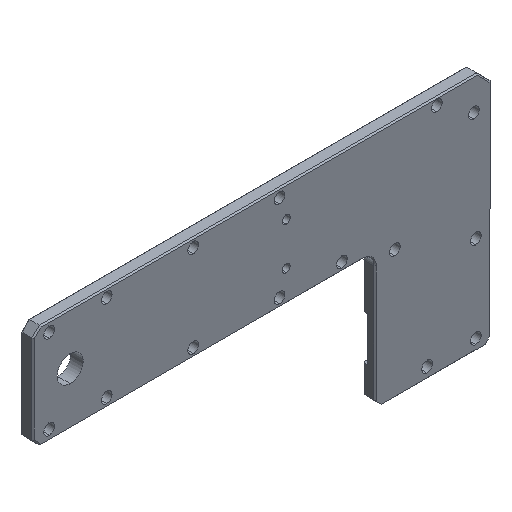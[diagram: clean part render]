
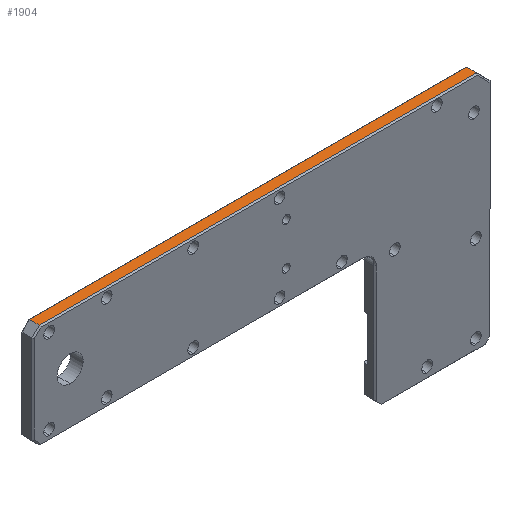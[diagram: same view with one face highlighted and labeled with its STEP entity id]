
A CAD part, isometric view. The second image highlights one B-rep face of the part: STEP entity #1904.
In plain terms, the highlighted planar face has unit normal (0, 0, 1).
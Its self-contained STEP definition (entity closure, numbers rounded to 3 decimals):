
#25 = ORIENTED_EDGE ( 'NONE', *, *, #494, .T. ) ;
#180 = CARTESIAN_POINT ( 'NONE',  ( -159., -4.5, 21. ) ) ;
#217 = CARTESIAN_POINT ( 'NONE',  ( -159., -0.5, 21. ) ) ;
#226 = ORIENTED_EDGE ( 'NONE', *, *, #672, .T. ) ;
#273 = VECTOR ( 'NONE', #1818, 1000. ) ;
#450 = DIRECTION ( 'NONE',  ( 1., 0., 0. ) ) ;
#490 = CARTESIAN_POINT ( 'NONE',  ( 18., -4.5, 21. ) ) ;
#494 = EDGE_CURVE ( 'NONE', #548, #748, #1459, .T. ) ;
#548 = VERTEX_POINT ( 'NONE', #1201 ) ;
#620 = DIRECTION ( 'NONE',  ( -1., 0., 0. ) ) ;
#634 = LINE ( 'NONE', #1477, #273 ) ;
#652 = PLANE ( 'NONE',  #890 ) ;
#672 = EDGE_CURVE ( 'NONE', #1772, #548, #634, .T. ) ;
#748 = VERTEX_POINT ( 'NONE', #1874 ) ;
#796 = LINE ( 'NONE', #1846, #1658 ) ;
#839 = VERTEX_POINT ( 'NONE', #180 ) ;
#890 = AXIS2_PLACEMENT_3D ( 'NONE', #1467, #2277, #450 ) ;
#1201 = CARTESIAN_POINT ( 'NONE',  ( 18., -0.5, 21. ) ) ;
#1202 = DIRECTION ( 'NONE',  ( 0., -1., 0. ) ) ;
#1221 = EDGE_CURVE ( 'NONE', #839, #1772, #2079, .T. ) ;
#1459 = LINE ( 'NONE', #217, #2220 ) ;
#1467 = CARTESIAN_POINT ( 'NONE',  ( 23.5, -5., 21. ) ) ;
#1477 = CARTESIAN_POINT ( 'NONE',  ( 18., -5., 21. ) ) ;
#1658 = VECTOR ( 'NONE', #1202, 1000. ) ;
#1724 = FACE_OUTER_BOUND ( 'NONE', #1835, .T. ) ;
#1746 = EDGE_CURVE ( 'NONE', #748, #839, #796, .T. ) ;
#1772 = VERTEX_POINT ( 'NONE', #490 ) ;
#1818 = DIRECTION ( 'NONE',  ( 0., 1., 0. ) ) ;
#1835 = EDGE_LOOP ( 'NONE', ( #226, #25, #2517, #2031 ) ) ;
#1846 = CARTESIAN_POINT ( 'NONE',  ( -159., -5., 21. ) ) ;
#1874 = CARTESIAN_POINT ( 'NONE',  ( -159., -0.5, 21. ) ) ;
#1904 = ADVANCED_FACE ( 'NONE', ( #1724 ), #652, .T. ) ;
#2031 = ORIENTED_EDGE ( 'NONE', *, *, #1221, .T. ) ;
#2052 = DIRECTION ( 'NONE',  ( 1., 0., 0. ) ) ;
#2079 = LINE ( 'NONE', #2258, #2289 ) ;
#2220 = VECTOR ( 'NONE', #620, 1000. ) ;
#2258 = CARTESIAN_POINT ( 'NONE',  ( 23.5, -4.5, 21. ) ) ;
#2277 = DIRECTION ( 'NONE',  ( 0., 0., 1. ) ) ;
#2289 = VECTOR ( 'NONE', #2052, 1000. ) ;
#2517 = ORIENTED_EDGE ( 'NONE', *, *, #1746, .T. ) ;
